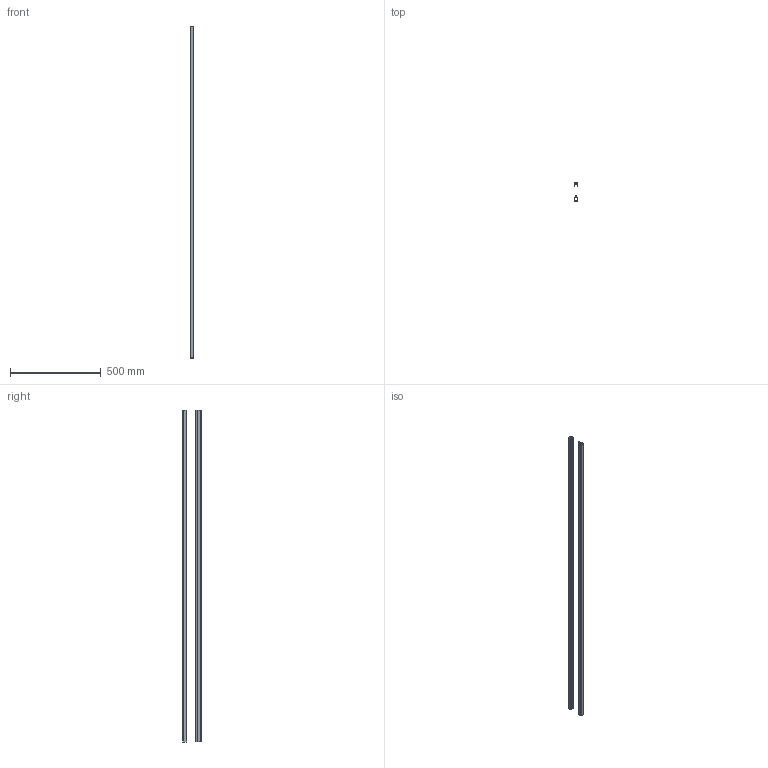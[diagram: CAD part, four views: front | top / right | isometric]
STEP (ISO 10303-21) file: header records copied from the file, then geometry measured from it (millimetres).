
FILE_DESCRIPTION (( 'STEP AP203' ), '1' );
FILE_NAME ('76WPC01BS.STEP', '2024-09-11T10:49:56', ( '' ), ( '' ), 'SwSTEP 2.0', 'SolidWorks 2023', '' );
FILE_SCHEMA (( 'CONFIG_CONTROL_DESIGN' ));
Length unit declared in the file: millimetre
Products named in the file (3): 76FPTR18BS_1825mm; 76FPBR18BS_1825mm; 76WPC01BS
Assembly tree (2 placements, depth 2):
  76WPC01BS
    76FPBR18BS_1825mm
    76FPTR18BS_1825mm
Bounding box: 20.6 x 100 x 1825 mm (x, y, z)
Volume: 413258.8 mm3; surface area: 676947 mm2
Topology: 2 solids, 2 shells, 67 faces, 189 edges, 126 vertices
Faces by surface type: plane 36, cylinder 31
Entity records: 2502 total; most frequent: DIRECTION 395, CARTESIAN_POINT 387, ORIENTED_EDGE 378, EDGE_CURVE 189, AXIS2_PLACEMENT_3D 134, LINE 127, VECTOR 127, VERTEX_POINT 126
